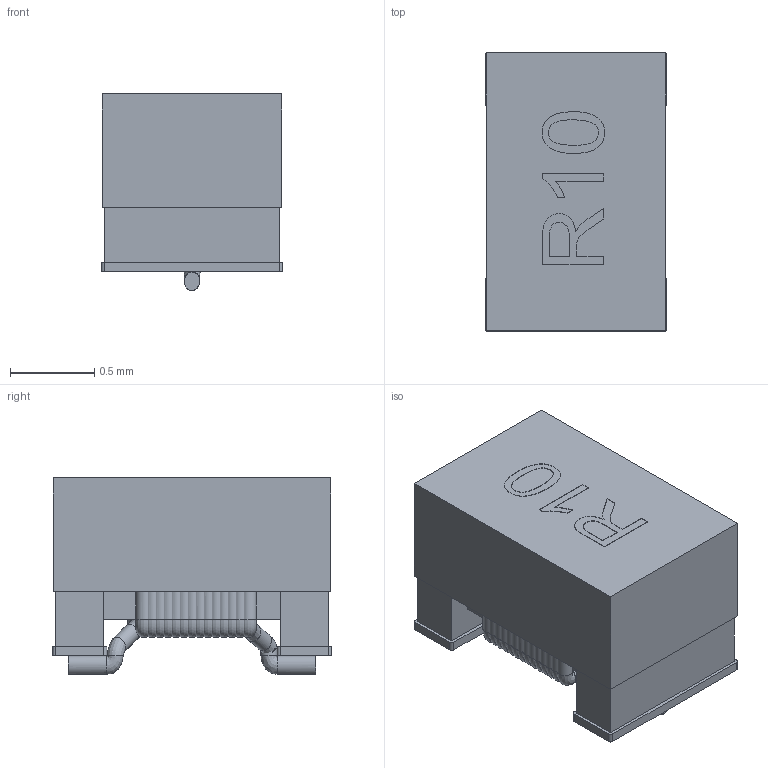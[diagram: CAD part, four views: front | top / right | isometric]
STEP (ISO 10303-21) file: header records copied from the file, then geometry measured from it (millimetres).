
FILE_DESCRIPTION( ('This file contains a STEP AP42 implementation' ,'as created by ZW3D STEP Interface translator.') ,'2;1' );
FILE_NAME( 'SWI0603CT.stp' ,'17 1 6. 91413', (''), ('ZWCAD Software Co.'), 'Version 1.0', 'ZW3D to STEP translator', '' );
FILE_SCHEMA( ('CONFIG_CONTROL_DESIGN') );
Length unit declared in the file: millimetre
Products named in the file (1): 0
Bounding box: 1.07 x 1.65 x 1.17 mm (x, y, z)
Surface area: 33.6 mm2
Topology: 9 solids, 80 shells, 208 faces, 577 edges, 389 vertices
Faces by surface type: bspline 208
Entity records: 22021 total; most frequent: CARTESIAN_POINT 18765, ORIENTED_EDGE 986, EDGE_CURVE 577, B_SPLINE_CURVE_WITH_KNOTS 420, VERTEX_POINT 389, EDGE_LOOP 212, FACE_OUTER_BOUND 208, ADVANCED_FACE 208
